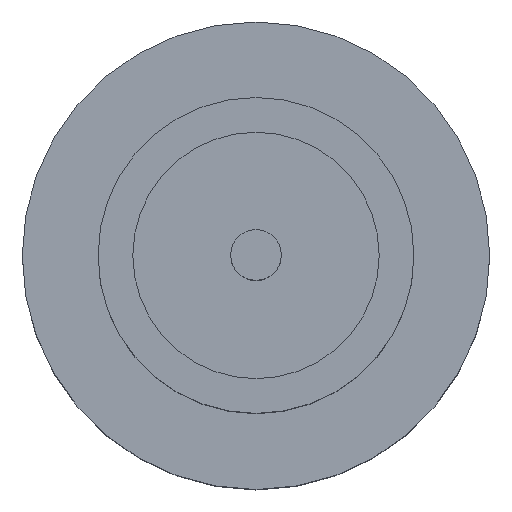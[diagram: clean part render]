
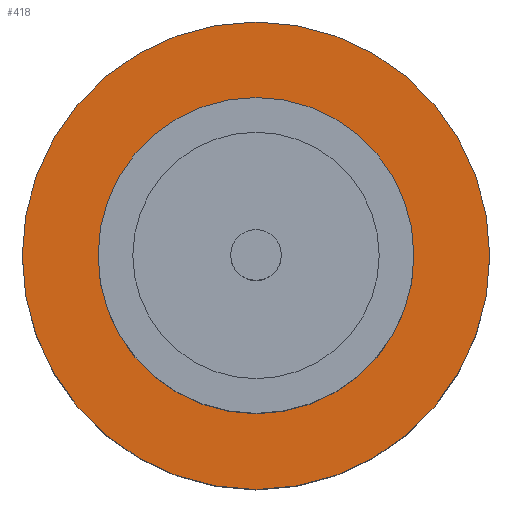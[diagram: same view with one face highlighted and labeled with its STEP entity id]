
A CAD part, top view. The second image highlights one B-rep face of the part: STEP entity #418.
In plain terms, the highlighted planar face has unit normal (0, 0, 1).
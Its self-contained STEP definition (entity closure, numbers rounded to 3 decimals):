
#7 = ORIENTED_EDGE ( 'NONE', *, *, #487, .F. ) ;
#16 = DIRECTION ( 'NONE',  ( 1., 0., 0. ) ) ;
#41 = CARTESIAN_POINT ( 'NONE',  ( 0., 0., 1.55 ) ) ;
#60 = FACE_BOUND ( 'NONE', #758, .T. ) ;
#79 = CIRCLE ( 'NONE', #444, 1.85 ) ;
#87 = AXIS2_PLACEMENT_3D ( 'NONE', #609, #203, #16 ) ;
#99 = ORIENTED_EDGE ( 'NONE', *, *, #374, .F. ) ;
#119 = DIRECTION ( 'NONE',  ( 1., 0., 0. ) ) ;
#146 = ORIENTED_EDGE ( 'NONE', *, *, #195, .T. ) ;
#179 = DIRECTION ( 'NONE',  ( 0., 0., 1. ) ) ;
#195 = EDGE_CURVE ( 'NONE', #602, #729, #79, .T. ) ;
#197 = CARTESIAN_POINT ( 'NONE',  ( 1.25, 0., 1.55 ) ) ;
#202 = AXIS2_PLACEMENT_3D ( 'NONE', #393, #787, #795 ) ;
#203 = DIRECTION ( 'NONE',  ( 0., 0., 1. ) ) ;
#244 = DIRECTION ( 'NONE',  ( 0., 0., 1. ) ) ;
#253 = ORIENTED_EDGE ( 'NONE', *, *, #305, .T. ) ;
#305 = EDGE_CURVE ( 'NONE', #729, #602, #834, .T. ) ;
#311 = VERTEX_POINT ( 'NONE', #197 ) ;
#312 = DIRECTION ( 'NONE',  ( 0., 0., 1. ) ) ;
#364 = PLANE ( 'NONE',  #747 ) ;
#374 = EDGE_CURVE ( 'NONE', #387, #311, #697, .T. ) ;
#376 = DIRECTION ( 'NONE',  ( 1., 0., 0. ) ) ;
#387 = VERTEX_POINT ( 'NONE', #640 ) ;
#393 = CARTESIAN_POINT ( 'NONE',  ( 0., 0., 1.55 ) ) ;
#418 = ADVANCED_FACE ( 'NONE', ( #60, #753 ), #364, .T. ) ;
#444 = AXIS2_PLACEMENT_3D ( 'NONE', #645, #244, #376 ) ;
#487 = EDGE_CURVE ( 'NONE', #311, #387, #619, .T. ) ;
#503 = CARTESIAN_POINT ( 'NONE',  ( -1.85, 0., 1.55 ) ) ;
#521 = CARTESIAN_POINT ( 'NONE',  ( 0., 0., 1.55 ) ) ;
#602 = VERTEX_POINT ( 'NONE', #503 ) ;
#609 = CARTESIAN_POINT ( 'NONE',  ( 0., 0., 1.55 ) ) ;
#615 = AXIS2_PLACEMENT_3D ( 'NONE', #521, #179, #119 ) ;
#618 = CARTESIAN_POINT ( 'NONE',  ( 1.85, 0., 1.55 ) ) ;
#619 = CIRCLE ( 'NONE', #87, 1.25 ) ;
#637 = DIRECTION ( 'NONE',  ( 1., 0., 0. ) ) ;
#640 = CARTESIAN_POINT ( 'NONE',  ( -1.25, 0., 1.55 ) ) ;
#645 = CARTESIAN_POINT ( 'NONE',  ( 0., 0., 1.55 ) ) ;
#697 = CIRCLE ( 'NONE', #615, 1.25 ) ;
#729 = VERTEX_POINT ( 'NONE', #618 ) ;
#747 = AXIS2_PLACEMENT_3D ( 'NONE', #41, #312, #637 ) ;
#753 = FACE_OUTER_BOUND ( 'NONE', #800, .T. ) ;
#758 = EDGE_LOOP ( 'NONE', ( #7, #99 ) ) ;
#787 = DIRECTION ( 'NONE',  ( 0., 0., 1. ) ) ;
#795 = DIRECTION ( 'NONE',  ( 1., 0., 0. ) ) ;
#800 = EDGE_LOOP ( 'NONE', ( #146, #253 ) ) ;
#834 = CIRCLE ( 'NONE', #202, 1.85 ) ;
